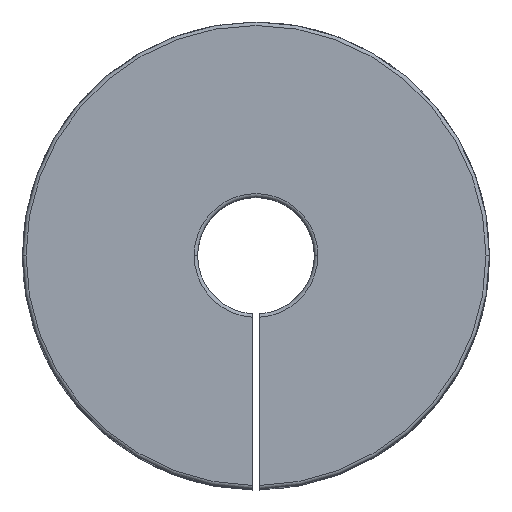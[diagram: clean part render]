
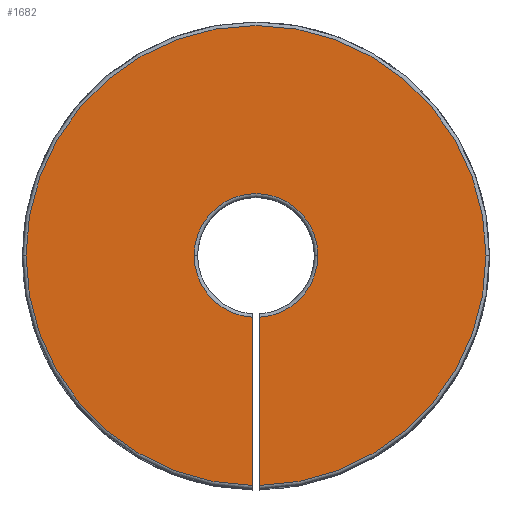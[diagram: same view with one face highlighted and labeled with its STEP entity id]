
A CAD part, top view. The second image highlights one B-rep face of the part: STEP entity #1682.
In plain terms, the highlighted planar face has unit normal (0, 0, 1).
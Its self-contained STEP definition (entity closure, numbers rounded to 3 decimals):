
#4 = DIRECTION ( 'NONE',  ( 0., 0., -1. ) ) ;
#127 = DIRECTION ( 'NONE',  ( 1., 0., 0. ) ) ;
#221 = VERTEX_POINT ( 'NONE', #1692 ) ;
#428 = EDGE_CURVE ( 'NONE', #221, #4398, #1815, .T. ) ;
#542 = ORIENTED_EDGE ( 'NONE', *, *, #3089, .T. ) ;
#604 = AXIS2_PLACEMENT_3D ( 'NONE', #3770, #4, #4393 ) ;
#722 = DIRECTION ( 'NONE',  ( 0., 1., 0. ) ) ;
#878 = CARTESIAN_POINT ( 'NONE',  ( 0., 0., 0. ) ) ;
#939 = EDGE_CURVE ( 'NONE', #7239, #2225, #4107, .T. ) ;
#941 = CARTESIAN_POINT ( 'NONE',  ( 0., 0., 0. ) ) ;
#946 = VERTEX_POINT ( 'NONE', #2194 ) ;
#1038 = ORIENTED_EDGE ( 'NONE', *, *, #939, .T. ) ;
#1339 = CARTESIAN_POINT ( 'NONE',  ( -0.15, -12.5, 0. ) ) ;
#1414 = CARTESIAN_POINT ( 'NONE',  ( -0.15, -2.646, 0. ) ) ;
#1422 = EDGE_CURVE ( 'NONE', #1632, #6042, #3504, .T. ) ;
#1497 = DIRECTION ( 'NONE',  ( 1., 0., 0. ) ) ;
#1557 = AXIS2_PLACEMENT_3D ( 'NONE', #7211, #3430, #7849 ) ;
#1560 = DIRECTION ( 'NONE',  ( 1., 0., 0. ) ) ;
#1588 = LINE ( 'NONE', #5110, #1795 ) ;
#1632 = VERTEX_POINT ( 'NONE', #7950 ) ;
#1673 = ORIENTED_EDGE ( 'NONE', *, *, #7753, .F. ) ;
#1682 = ADVANCED_FACE ( 'NONE', ( #7155 ), #2348, .T. ) ;
#1692 = CARTESIAN_POINT ( 'NONE',  ( 0.15, -9.849, 0. ) ) ;
#1795 = VECTOR ( 'NONE', #722, 1000. ) ;
#1815 = CIRCLE ( 'NONE', #4475, 9.85 ) ;
#1881 = EDGE_CURVE ( 'NONE', #2225, #946, #5800, .T. ) ;
#2163 = ORIENTED_EDGE ( 'NONE', *, *, #428, .T. ) ;
#2171 = CARTESIAN_POINT ( 'NONE',  ( 0., 0., 0. ) ) ;
#2194 = CARTESIAN_POINT ( 'NONE',  ( 0.15, -2.646, 0. ) ) ;
#2225 = VERTEX_POINT ( 'NONE', #7447 ) ;
#2271 = ORIENTED_EDGE ( 'NONE', *, *, #1881, .T. ) ;
#2348 = PLANE ( 'NONE',  #6643 ) ;
#2516 = CARTESIAN_POINT ( 'NONE',  ( -2.65, 0., 0. ) ) ;
#2794 = DIRECTION ( 'NONE',  ( 1., 0., 0. ) ) ;
#2980 = DIRECTION ( 'NONE',  ( 1., 0., 0. ) ) ;
#3063 = AXIS2_PLACEMENT_3D ( 'NONE', #7671, #3896, #127 ) ;
#3089 = EDGE_CURVE ( 'NONE', #4398, #1632, #7478, .T. ) ;
#3241 = EDGE_LOOP ( 'NONE', ( #1673, #2163, #542, #6758, #4719, #4853, #1038, #2271 ) ) ;
#3269 = LINE ( 'NONE', #1339, #7122 ) ;
#3279 = CIRCLE ( 'NONE', #1557, 2.65 ) ;
#3430 = DIRECTION ( 'NONE',  ( 0., 0., -1. ) ) ;
#3504 = CIRCLE ( 'NONE', #7235, 9.85 ) ;
#3770 = CARTESIAN_POINT ( 'NONE',  ( 0., 0., 0. ) ) ;
#3896 = DIRECTION ( 'NONE',  ( 0., 0., 1. ) ) ;
#4107 = CIRCLE ( 'NONE', #6538, 2.65 ) ;
#4153 = CARTESIAN_POINT ( 'NONE',  ( 9.85, 0., 0. ) ) ;
#4393 = DIRECTION ( 'NONE',  ( 1., 0., 0. ) ) ;
#4398 = VERTEX_POINT ( 'NONE', #4153 ) ;
#4475 = AXIS2_PLACEMENT_3D ( 'NONE', #2171, #6569, #2794 ) ;
#4719 = ORIENTED_EDGE ( 'NONE', *, *, #7763, .T. ) ;
#4853 = ORIENTED_EDGE ( 'NONE', *, *, #6738, .T. ) ;
#4990 = VERTEX_POINT ( 'NONE', #1414 ) ;
#5110 = CARTESIAN_POINT ( 'NONE',  ( 0.15, -12.5, 0. ) ) ;
#5268 = DIRECTION ( 'NONE',  ( 0., 0., 1. ) ) ;
#5331 = DIRECTION ( 'NONE',  ( 0., 0., -1. ) ) ;
#5384 = CARTESIAN_POINT ( 'NONE',  ( -0.15, -9.849, 0. ) ) ;
#5800 = CIRCLE ( 'NONE', #604, 2.65 ) ;
#6042 = VERTEX_POINT ( 'NONE', #5384 ) ;
#6363 = DIRECTION ( 'NONE',  ( 0., 1., 0. ) ) ;
#6538 = AXIS2_PLACEMENT_3D ( 'NONE', #941, #5331, #1560 ) ;
#6569 = DIRECTION ( 'NONE',  ( 0., 0., 1. ) ) ;
#6643 = AXIS2_PLACEMENT_3D ( 'NONE', #6720, #6748, #2980 ) ;
#6720 = CARTESIAN_POINT ( 'NONE',  ( 0., 0., 0. ) ) ;
#6738 = EDGE_CURVE ( 'NONE', #4990, #7239, #3279, .T. ) ;
#6748 = DIRECTION ( 'NONE',  ( 0., 0., 1. ) ) ;
#6758 = ORIENTED_EDGE ( 'NONE', *, *, #1422, .T. ) ;
#7122 = VECTOR ( 'NONE', #6363, 1000. ) ;
#7155 = FACE_OUTER_BOUND ( 'NONE', #3241, .T. ) ;
#7211 = CARTESIAN_POINT ( 'NONE',  ( 0., 0., 0. ) ) ;
#7235 = AXIS2_PLACEMENT_3D ( 'NONE', #878, #5268, #1497 ) ;
#7239 = VERTEX_POINT ( 'NONE', #2516 ) ;
#7447 = CARTESIAN_POINT ( 'NONE',  ( 2.65, 0., 0. ) ) ;
#7478 = CIRCLE ( 'NONE', #3063, 9.85 ) ;
#7671 = CARTESIAN_POINT ( 'NONE',  ( 0., 0., 0. ) ) ;
#7753 = EDGE_CURVE ( 'NONE', #221, #946, #1588, .T. ) ;
#7763 = EDGE_CURVE ( 'NONE', #6042, #4990, #3269, .T. ) ;
#7849 = DIRECTION ( 'NONE',  ( 1., 0., 0. ) ) ;
#7950 = CARTESIAN_POINT ( 'NONE',  ( -9.85, 0., 0. ) ) ;
